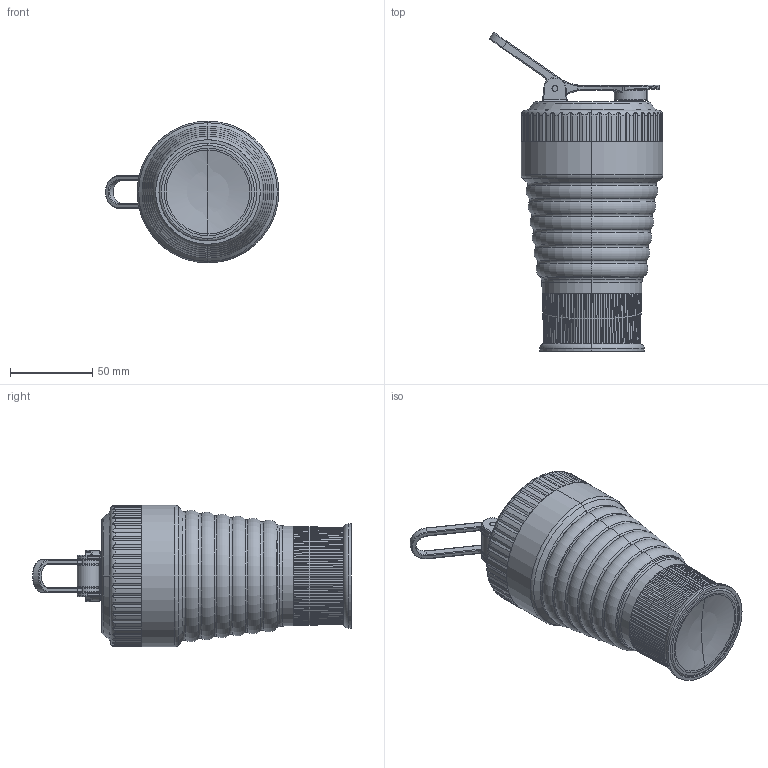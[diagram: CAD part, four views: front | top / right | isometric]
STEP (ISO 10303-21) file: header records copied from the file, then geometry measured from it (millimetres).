
FILE_DESCRIPTION((''),'2;1');
FILE_NAME('ASM0001-AL_ASM','2019-06-11T',('Administrator'),(''),'PRO/ENGINEER BY PARAMETRIC TECHNOLOGY CORPORATION, 2002350','PRO/ENGINEER BY PARAMETRIC TECHNOLOGY CORPORATION, 2002350','');
FILE_SCHEMA(('CONFIG_CONTROL_DESIGN','SHAPE_APPEARANCE_LAYERS_GROUPS'));
Length unit declared in the file: millimetre
Products named in the file (8): PRT0001; PRT0002; AS; PRT0003; A; PRT0004; PRT0005; ASM0001-AL_ASM
Assembly tree (7 placements, depth 2):
  ASM0001-AL_ASM
    PRT0001
    PRT0002
    AS
    PRT0003
    A
    PRT0004
    PRT0005
Bounding box: 105.34 x 193.66 x 86 mm (x, y, z)
Volume: 131991.3 mm3; surface area: 133488.7 mm2
Topology: 7 solids, 7 shells, 934 faces, 2251 edges, 1343 vertices
Faces by surface type: plane 409, torus 192, cylinder 166, cone 112, bspline 51, sphere 4
Entity records: 40397 total; most frequent: CARTESIAN_POINT 11887, DIRECTION 4660, ORIENTED_EDGE 4494, PRESENTATION_STYLE_ASSIGNMENT 2247, STYLED_ITEM 2247, EDGE_CURVE 2247, CURVE_STYLE 2241, AXIS2_PLACEMENT_3D 1894
